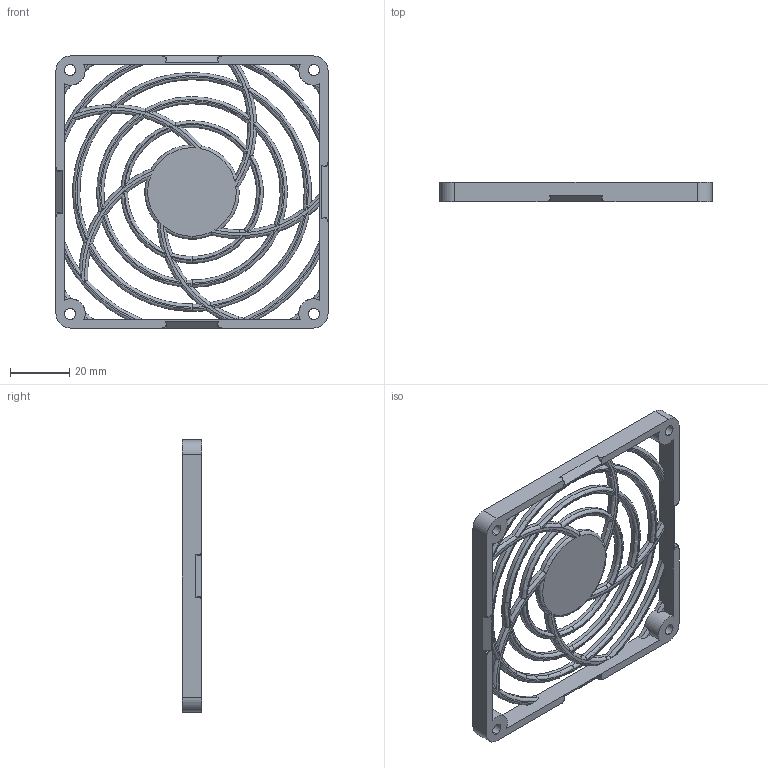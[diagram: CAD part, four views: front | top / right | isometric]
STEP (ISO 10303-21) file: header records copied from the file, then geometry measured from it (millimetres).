
FILE_DESCRIPTION (( 'STEP AP203' ), '1' );
FILE_NAME ('09362-G.STEP', '2020-02-20T01:41:03', ( '' ), ( '' ), 'SwSTEP 2.0', 'SolidWorks 2016', '' );
FILE_SCHEMA (( 'CONFIG_CONTROL_DESIGN' ));
Length unit declared in the file: millimetre
Products named in the file (1): 09362-G
Bounding box: 92.2 x 6.6 x 92.2 mm (x, y, z)
Volume: 13770 mm3; surface area: 16338.8 mm2
Topology: 1 solids, 1 shells, 272 faces, 742 edges, 464 vertices
Faces by surface type: cylinder 126, torus 102, plane 25, bspline 11, cone 8
Entity records: 9900 total; most frequent: CARTESIAN_POINT 2811, DIRECTION 1526, ORIENTED_EDGE 1484, EDGE_CURVE 742, AXIS2_PLACEMENT_3D 649, VERTEX_POINT 464, CIRCLE 387, EDGE_LOOP 320
